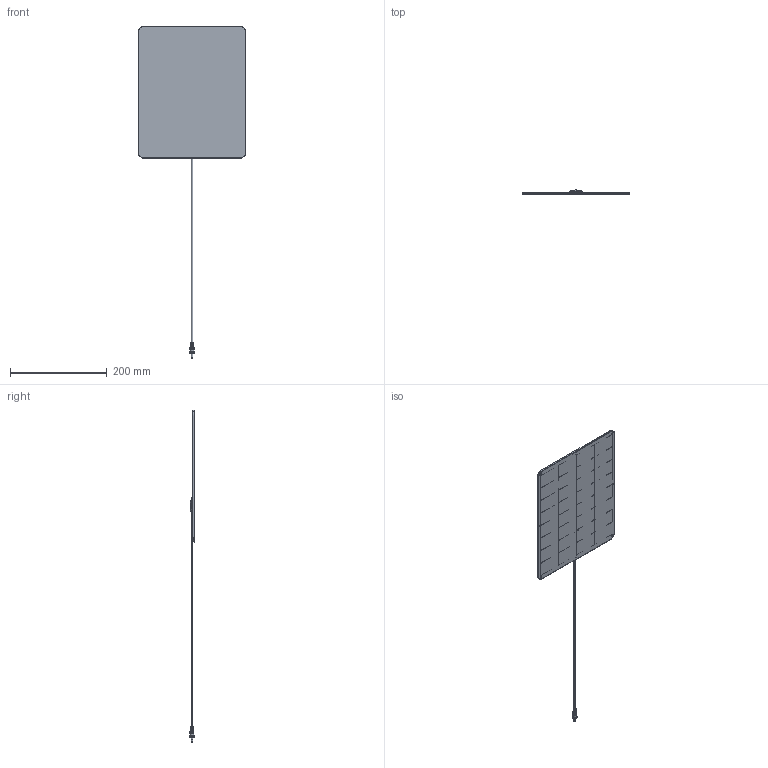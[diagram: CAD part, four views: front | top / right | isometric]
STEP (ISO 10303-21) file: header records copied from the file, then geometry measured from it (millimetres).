
FILE_DESCRIPTION(/* description */ ('STEP AP214'),/* implementation_level */ '2;1');
FILE_NAME(/* name */ '60febde3dee7164fbde084b7',/* time_stamp */ '2021-07-26T13:51:33+00:00',/* author */ (''),/* organization */ (''),/* preprocessor_version */ 'ST-DEVELOPER v18.1',/* originating_system */ ' ',/* authorisation */ ' ');
FILE_SCHEMA (('AUTOMOTIVE_DESIGN {1 0 10303 214 3 1 1}'));
Length unit declared in the file: metre
Products named in the file (49): P108; JBox - 30 mm; Base; EVA Overlap; id21; id26; id31; id36; id41; id46; id51; id56; id61; id66; id71; id76; id81; id86; id91; id96; id101; id106; id111; id116; id121; id126; id131; id136; id141; id146; id151; id156; id161; id166; id171; id176; Part 3; ME Asm <1>; id194; Part 1 ...
Assembly tree (49 placements, depth 3):
  P108
    JBox - 30 mm
    Base
    EVA Overlap
    id21
    id26
    id31
    id36
    id41
    id46
    id51
    id56
    id61
    id66
    id71
    id76
    id81
    id86
    id91
    id96
    id101
    id106
    id111
    id116
    id121
    id126
    id131
    id136
    id141
    id146
    id151
    id156
    id161
    id166
    id171
    id176
    Part 3
    ME Asm <1>
      Part 3
      id194
      Part 1
      id204
      Part 2
      JBox - 30 mm
      M3511
      id221
      id226
      id231
      id236
      id241
Bounding box: 223 x 9.95 x 685.83 mm (x, y, z)
Volume: 208425.4 mm3; surface area: 374932.2 mm2
Topology: 48 solids, 48 shells, 729 faces, 1574 edges, 962 vertices
Faces by surface type: plane 373, cylinder 216, torus 46, bspline 44, sphere 44, cone 6
Full cylindrical faces by diameter (mm): 0.8 x6, 1.2 x4, 1.6 x1, 3 x2, 3.1 x1, 3.2 x3, 3.3 x2, 3.5 x2, 4 x8, 7.5 x7, 8.5 x4, 9.5 x2
Entity records: 16820 total; most frequent: CARTESIAN_POINT 3700, DIRECTION 2476, ORIENTED_EDGE 2238, EDGE_CURVE 1119, AXIS2_PLACEMENT_3D 888, VERTEX_POINT 729, LINE 700, VECTOR 700
